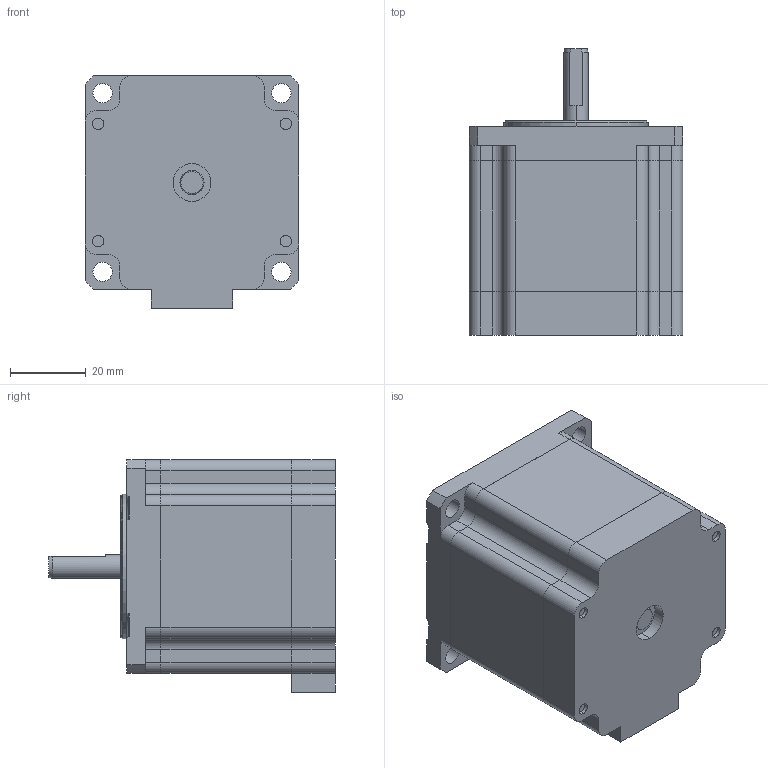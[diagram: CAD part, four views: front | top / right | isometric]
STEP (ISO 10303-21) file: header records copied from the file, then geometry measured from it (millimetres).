
FILE_DESCRIPTION((''),'2;1');
FILE_NAME('ML23HA8P_ASM','2020-09-25T13:57:44',('ms20301'),(''),'CREO PARAMETRIC BY PTC INC, 2018100','CREO PARAMETRIC BY PTC INC, 2018100','');
FILE_SCHEMA(('CONFIG_CONTROL_DESIGN'));
Length unit declared in the file: millimetre
Products named in the file (1): ML23HA8P_ASM
Bounding box: 56.4 x 75.6 x 61.4 mm (x, y, z)
Volume: 157568.1 mm3; surface area: 27320.8 mm2
Topology: 1 solids, 2 shells, 505 faces, 1290 edges, 825 vertices
Faces by surface type: plane 256, cylinder 120, torus 56, bspline 48, cone 25
Entity records: 20782 total; most frequent: CARTESIAN_POINT 8473, ORIENTED_EDGE 2580, DIRECTION 2542, EDGE_CURVE 1290, AXIS2_PLACEMENT_3D 880, VERTEX_POINT 825, VECTOR 782, LINE 782
